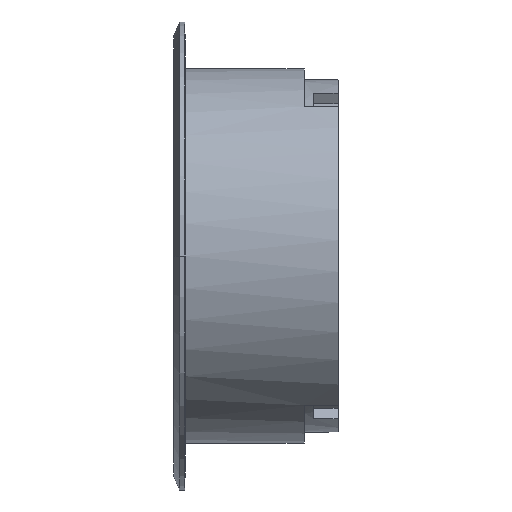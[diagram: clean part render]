
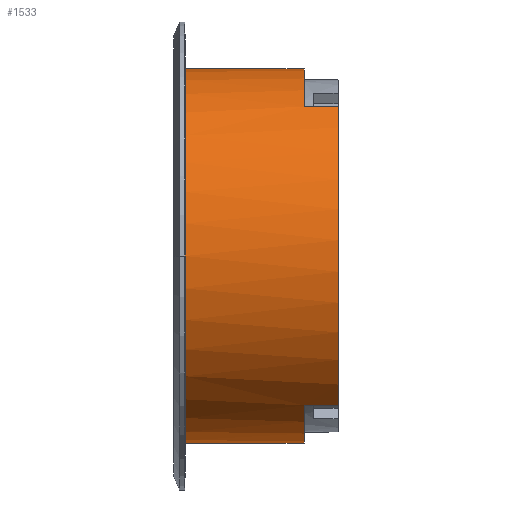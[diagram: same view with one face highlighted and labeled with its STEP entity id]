
A CAD part, left-side view. The second image highlights one B-rep face of the part: STEP entity #1533.
In plain terms, the highlighted cylindrical face has radius 60 mm (diameter 120 mm), a partial arc.
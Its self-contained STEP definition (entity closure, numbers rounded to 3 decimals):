
#298=CARTESIAN_POINT('',(0.,48.5,0.));
#299=DIRECTION('',(0.,-1.,0.));
#300=DIRECTION('',(0.,0.,1.));
#301=AXIS2_PLACEMENT_3D('',#298,#299,#300);
#303=DIRECTION('',(0.,1.,0.));
#304=VECTOR('',#303,38.1);
#305=CARTESIAN_POINT('',(0.,10.4,60.));
#306=LINE('',#305,#304);
#311=CARTESIAN_POINT('',(0.,10.4,0.));
#312=DIRECTION('',(0.,1.,0.));
#313=DIRECTION('',(-0.602,0.,0.799));
#314=AXIS2_PLACEMENT_3D('',#311,#312,#313);
#321=CARTESIAN_POINT('',(0.,10.4,0.));
#322=DIRECTION('',(0.,1.,0.));
#323=DIRECTION('',(0.,0.,-1.));
#324=AXIS2_PLACEMENT_3D('',#321,#322,#323);
#385=DIRECTION('',(0.,-1.,0.));
#386=VECTOR('',#385,10.9);
#387=CARTESIAN_POINT('',(-36.109,10.4,47.918));
#388=LINE('',#387,#386);
#389=DIRECTION('',(0.,1.,0.));
#390=VECTOR('',#389,10.9);
#391=CARTESIAN_POINT('',(-36.109,-0.5,-47.918));
#392=LINE('',#391,#390);
#393=DIRECTION('',(0.,1.,0.));
#394=VECTOR('',#393,38.1);
#395=CARTESIAN_POINT('',(0.,10.4,-60.));
#396=LINE('',#395,#394);
#439=CARTESIAN_POINT('',(0.,-0.5,0.));
#440=DIRECTION('',(0.,1.,0.));
#441=DIRECTION('',(-0.602,0.,-0.799));
#442=AXIS2_PLACEMENT_3D('',#439,#440,#441);
#1044=CARTESIAN_POINT('',(0.,48.5,-60.));
#1045=CARTESIAN_POINT('',(0.,48.5,60.));
#1046=VERTEX_POINT('',#1044);
#1047=VERTEX_POINT('',#1045);
#1048=CARTESIAN_POINT('',(0.,10.4,60.));
#1049=CARTESIAN_POINT('',(0.,10.4,-60.));
#1050=VERTEX_POINT('',#1048);
#1051=VERTEX_POINT('',#1049);
#1053=CARTESIAN_POINT('',(-36.109,10.4,47.918));
#1055=VERTEX_POINT('',#1053);
#1056=CARTESIAN_POINT('',(-36.109,10.4,-47.918));
#1057=VERTEX_POINT('',#1056);
#1068=CARTESIAN_POINT('',(-36.109,-0.5,47.918));
#1069=VERTEX_POINT('',#1068);
#1104=CARTESIAN_POINT('',(-36.109,-0.5,-47.918));
#1105=VERTEX_POINT('',#1104);
#1517=CARTESIAN_POINT('',(0.,-2.495,0.));
#1518=DIRECTION('',(0.,1.,0.));
#1519=DIRECTION('',(0.,0.,-1.));
#1520=AXIS2_PLACEMENT_3D('',#1517,#1518,#1519);
#1521=CYLINDRICAL_SURFACE('',#1520,60.);
#1522=ORIENTED_EDGE('',*,*,#1375,.T.);
#1524=ORIENTED_EDGE('',*,*,#1523,.F.);
#1525=ORIENTED_EDGE('',*,*,#1505,.T.);
#1526=ORIENTED_EDGE('',*,*,#1353,.F.);
#1527=ORIENTED_EDGE('',*,*,#1338,.T.);
#1528=ORIENTED_EDGE('',*,*,#1323,.F.);
#1529=ORIENTED_EDGE('',*,*,#1335,.F.);
#1530=ORIENTED_EDGE('',*,*,#1350,.F.);
#1531=EDGE_LOOP('',(#1522,#1524,#1525,#1526,#1527,#1528,#1529,#1530));
#1532=FACE_OUTER_BOUND('',#1531,.F.);
#302=CIRCLE('',#301,60.);
#315=CIRCLE('',#314,60.);
#325=CIRCLE('',#324,60.);
#443=CIRCLE('',#442,60.);
#1323=EDGE_CURVE('',#1047,#1046,#302,.T.);
#1335=EDGE_CURVE('',#1050,#1047,#306,.T.);
#1338=EDGE_CURVE('',#1051,#1046,#396,.T.);
#1350=EDGE_CURVE('',#1055,#1050,#315,.T.);
#1353=EDGE_CURVE('',#1051,#1057,#325,.T.);
#1375=EDGE_CURVE('',#1055,#1069,#388,.T.);
#1505=EDGE_CURVE('',#1105,#1057,#392,.T.);
#1523=EDGE_CURVE('',#1105,#1069,#443,.T.);
#1533=ADVANCED_FACE('',(#1532),#1521,.T.);
